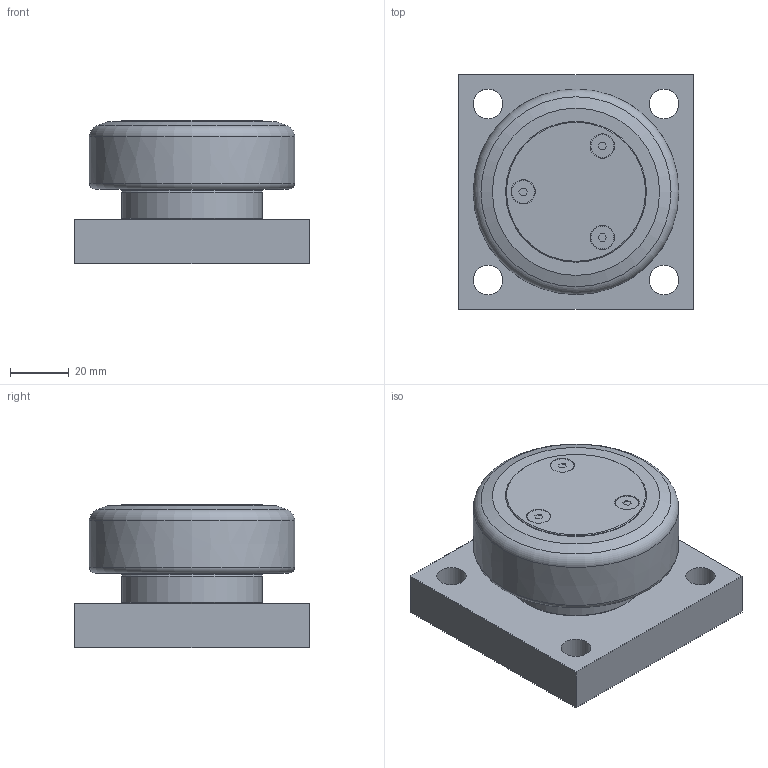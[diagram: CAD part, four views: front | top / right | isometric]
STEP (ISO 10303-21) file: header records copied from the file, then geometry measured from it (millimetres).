
FILE_DESCRIPTION(/* description */ ('-','CAx-IF Rec.Pracs.---Representation and Presentation of Product Manufacturing Information (PMI)---4.0---2014-10-13'),/* implementation_level */ '2;1');
FILE_NAME(/* name */ '5dc3b76f-2aa1-49a1-a561-1a25a8810c9e.stp',/* time_stamp */ '2020-04-01T16:29:34+02:00',/* author */ ('-'),/* organization */ ('NTI CADcenter A/S'),/* preprocessor_version */ 'ST-DEVELOPER v18',/* originating_system */ 'Autodesk Inventor 2020',/* authorisation */ '-');
FILE_SCHEMA (('AP242_MANAGED_MODEL_BASED_3D_ENGINEERING_MIM_LF { 1 0 10303 442 1 1 4 }'));
Length unit declared in the file: millimetre
Products named in the file (1): TR 070.0400 BQ1000_Kontur
Bounding box: 80 x 80 x 49 mm (x, y, z)
Volume: 191128.1 mm3; surface area: 29934.9 mm2
Topology: 1 solids, 1 shells, 62 faces, 148 edges, 103 vertices
Faces by surface type: plane 39, cylinder 15, cone 5, torus 2, bspline 1
Full cylindrical faces by diameter (mm): 4.917 x1, 7.8 x3, 8.3 x3, 10.106 x4, 35 x1, 48 x3
Entity records: 1917 total; most frequent: CARTESIAN_POINT 340, DIRECTION 334, ORIENTED_EDGE 296, EDGE_CURVE 148, AXIS2_PLACEMENT_3D 124, VERTEX_POINT 103, LINE 86, VECTOR 86
